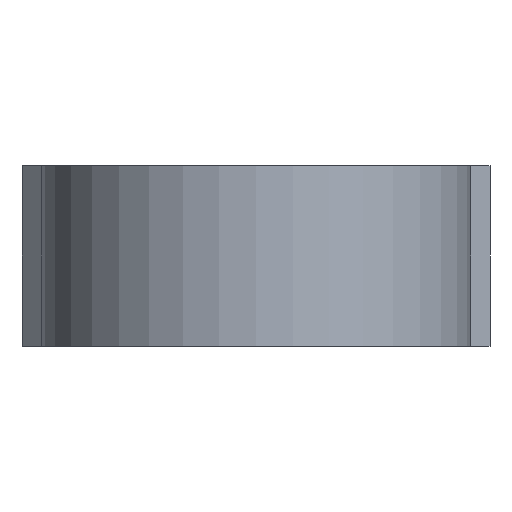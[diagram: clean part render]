
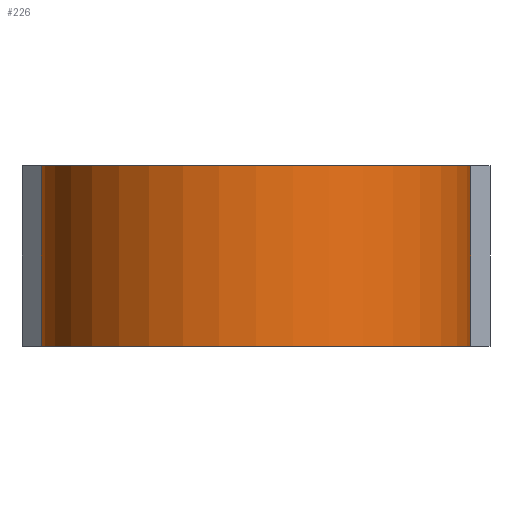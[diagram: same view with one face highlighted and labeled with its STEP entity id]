
A CAD part, front view. The second image highlights one B-rep face of the part: STEP entity #226.
In plain terms, the highlighted cylindrical face has radius 6.9 mm (diameter 13.8 mm), a partial arc.
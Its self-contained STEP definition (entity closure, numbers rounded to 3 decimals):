
#15=CARTESIAN_POINT('',(0.,0.,0.));
#16=DIRECTION('',(0.,0.,1.));
#17=DIRECTION('',(-0.87,0.494,0.));
#18=AXIS2_PLACEMENT_3D('',#15,#16,#17);
#60=CARTESIAN_POINT('',(0.,0.,5.8));
#61=DIRECTION('',(0.,0.,1.));
#62=DIRECTION('',(-0.87,0.494,0.));
#63=AXIS2_PLACEMENT_3D('',#60,#61,#62);
#73=DIRECTION('',(0.,0.,1.));
#74=VECTOR('',#73,5.8);
#75=CARTESIAN_POINT('',(6.,3.407,0.));
#76=LINE('',#75,#74);
#77=DIRECTION('',(0.,0.,1.));
#78=VECTOR('',#77,5.8);
#79=CARTESIAN_POINT('',(-6.,3.407,0.));
#80=LINE('',#79,#78);
#90=CARTESIAN_POINT('',(-6.,3.407,0.));
#92=VERTEX_POINT('',#90);
#93=CARTESIAN_POINT('',(6.,3.407,0.));
#94=VERTEX_POINT('',#93);
#98=CARTESIAN_POINT('',(-6.,3.407,5.8));
#100=VERTEX_POINT('',#98);
#101=CARTESIAN_POINT('',(6.,3.407,5.8));
#102=VERTEX_POINT('',#101);
#215=CARTESIAN_POINT('',(0.,0.,0.));
#216=DIRECTION('',(0.,0.,1.));
#217=DIRECTION('',(1.,0.,0.));
#218=AXIS2_PLACEMENT_3D('',#215,#216,#217);
#219=CYLINDRICAL_SURFACE('',#218,6.9);
#220=ORIENTED_EDGE('',*,*,#112,.F.);
#221=ORIENTED_EDGE('',*,*,#184,.T.);
#222=ORIENTED_EDGE('',*,*,#166,.T.);
#223=ORIENTED_EDGE('',*,*,#208,.F.);
#224=EDGE_LOOP('',(#220,#221,#222,#223));
#225=FACE_OUTER_BOUND('',#224,.F.);
#226=ADVANCED_FACE('',(#225),#219,.T.);
#19=CIRCLE('',#18,6.9);
#64=CIRCLE('',#63,6.9);
#112=EDGE_CURVE('',#92,#94,#19,.T.);
#166=EDGE_CURVE('',#100,#102,#64,.T.);
#184=EDGE_CURVE('',#92,#100,#80,.T.);
#208=EDGE_CURVE('',#94,#102,#76,.T.);
